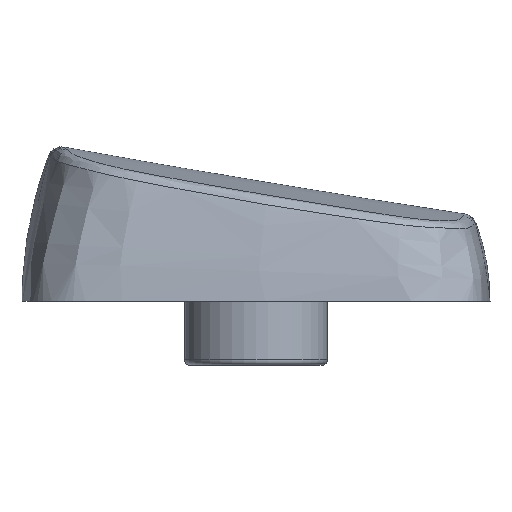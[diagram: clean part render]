
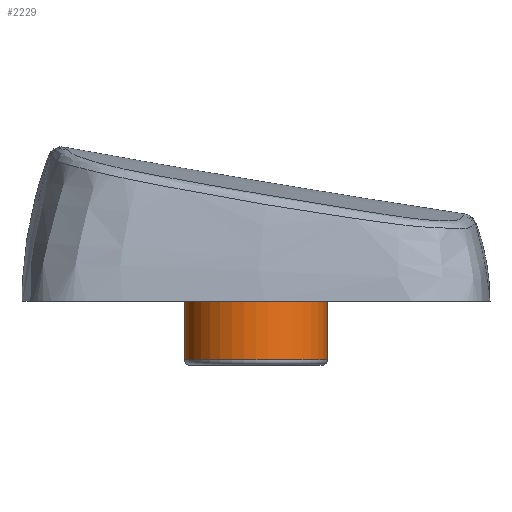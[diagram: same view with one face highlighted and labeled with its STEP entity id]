
A CAD part, left-side view. The second image highlights one B-rep face of the part: STEP entity #2229.
In plain terms, the highlighted cylindrical face has radius 2.75 mm (diameter 5.5 mm), a full revolution.
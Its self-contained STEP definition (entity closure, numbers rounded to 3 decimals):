
#153=CYLINDRICAL_SURFACE('',#2387,2.75);
#223=LINE('',#3212,#382);
#382=VECTOR('',#2627,2.75);
#575=FACE_OUTER_BOUND('',#696,.T.);
#696=EDGE_LOOP('',(#1527,#1528,#1529,#1530,#1531));
#822=CIRCLE('',#2380,2.75);
#823=CIRCLE('',#2381,2.75);
#828=CIRCLE('',#2388,2.75);
#901=VERTEX_POINT('',#3172);
#902=VERTEX_POINT('',#3174);
#919=VERTEX_POINT('',#3211);
#1149=EDGE_CURVE('',#901,#902,#822,.T.);
#1150=EDGE_CURVE('',#902,#901,#823,.T.);
#1167=EDGE_CURVE('',#902,#919,#223,.T.);
#1168=EDGE_CURVE('',#919,#919,#828,.T.);
#1527=ORIENTED_EDGE('',*,*,#1150,.F.);
#1528=ORIENTED_EDGE('',*,*,#1167,.T.);
#1529=ORIENTED_EDGE('',*,*,#1168,.F.);
#1530=ORIENTED_EDGE('',*,*,#1167,.F.);
#1531=ORIENTED_EDGE('',*,*,#1149,.F.);
#2229=ADVANCED_FACE('',(#575),#153,.T.);
#2380=AXIS2_PLACEMENT_3D('',#3175,#2599,#2600);
#2381=AXIS2_PLACEMENT_3D('',#3176,#2601,#2602);
#2387=AXIS2_PLACEMENT_3D('',#3210,#2625,#2626);
#2388=AXIS2_PLACEMENT_3D('',#3213,#2628,#2629);
#2599=DIRECTION('center_axis',(0.,0.,
-1.));
#2600=DIRECTION('ref_axis',(1.,0.,0.));
#2601=DIRECTION('center_axis',(0.,0.,
-1.));
#2602=DIRECTION('ref_axis',(1.,0.,0.));
#2625=DIRECTION('center_axis',(0.,0.,
-1.));
#2626=DIRECTION('ref_axis',(1.,0.,0.));
#2627=DIRECTION('',(0.,0.,1.));
#2628=DIRECTION('center_axis',(0.,0.,
1.));
#2629=DIRECTION('ref_axis',(1.,0.,0.));
#3172=CARTESIAN_POINT('',(-9.251,0.,-3.1));
#3174=CARTESIAN_POINT('',(-14.751,0.,-3.1));
#3175=CARTESIAN_POINT('Origin',(-12.001,0.,-3.1));
#3176=CARTESIAN_POINT('Origin',(-12.001,0.,-3.1));
#3210=CARTESIAN_POINT('Origin',(-12.001,0.,0.));
#3211=CARTESIAN_POINT('',(-14.751,0.,-0.25));
#3212=CARTESIAN_POINT('',(-14.751,0.,0.));
#3213=CARTESIAN_POINT('Origin',(-12.001,0.,-0.25));
